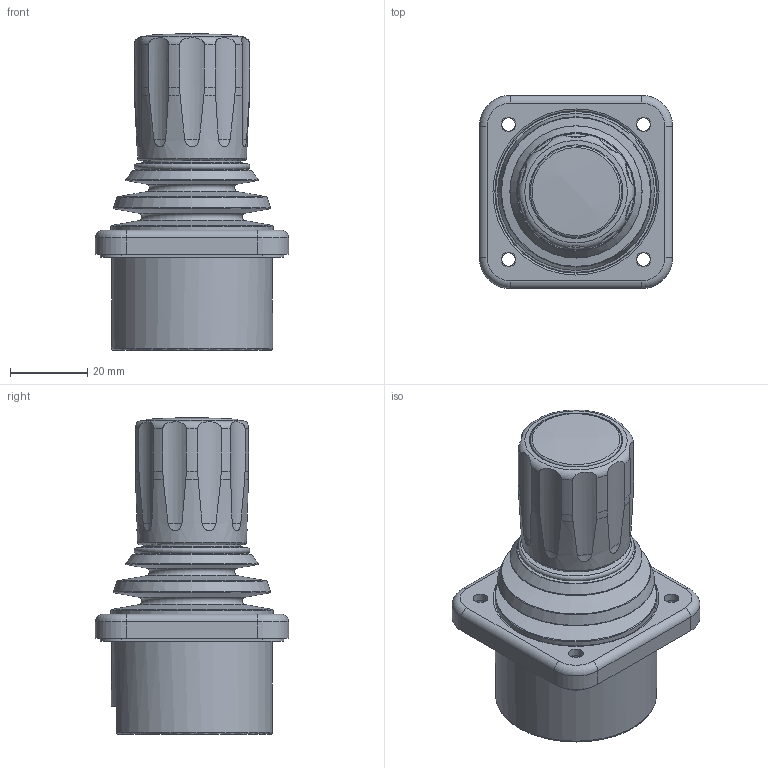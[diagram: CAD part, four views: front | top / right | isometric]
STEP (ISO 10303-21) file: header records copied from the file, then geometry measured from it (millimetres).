
FILE_DESCRIPTION(/* description */ (''),/* implementation_level */ '2;1');
FILE_NAME(/* name */ '315-0107.stp',/* time_stamp */ '2014-09-18T15:41:45+02:00',/* author */ ('mk'),/* organization */ (''),/* preprocessor_version */ 'ST-DEVELOPER v15.2',/* originating_system */ 'Autodesk Inventor 2014',/* authorisation */ '');
FILE_SCHEMA (('AUTOMOTIVE_DESIGN { 1 0 10303 214 3 1 1 }'));
Length unit declared in the file: millimetre
Products named in the file (1): 315-0107
Bounding box: 50 x 50 x 81.84 mm (x, y, z)
Volume: 84447.5 mm3; surface area: 18766.4 mm2
Topology: 1 solids, 1 shells, 581 faces, 1504 edges, 953 vertices
Faces by surface type: plane 416, cylinder 102, torus 23, cone 16, bspline 12, sphere 12
Full cylindrical faces by diameter (mm): 0.05 x8, 3.5 x4, 3.8 x8, 4.5 x8, 23.7 x1, 24.2 x1, 25 x1, 41.75 x1, 42 x1, 42.5 x1
Entity records: 18326 total; most frequent: CARTESIAN_POINT 3900, ORIENTED_EDGE 2836, DIRECTION 2756, EDGE_CURVE 1417, LINE 1074, VECTOR 1074, VERTEX_POINT 929, AXIS2_PLACEMENT_3D 841
